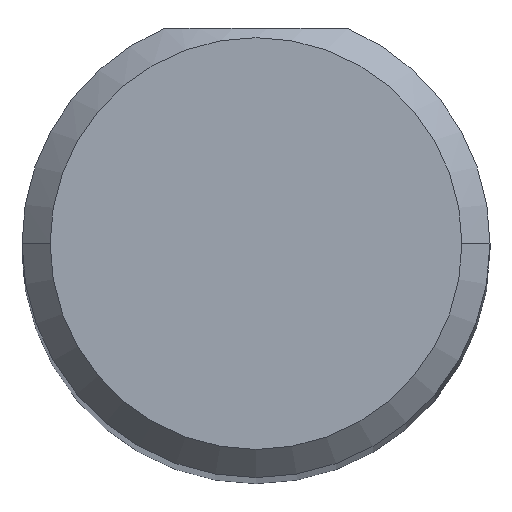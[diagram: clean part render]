
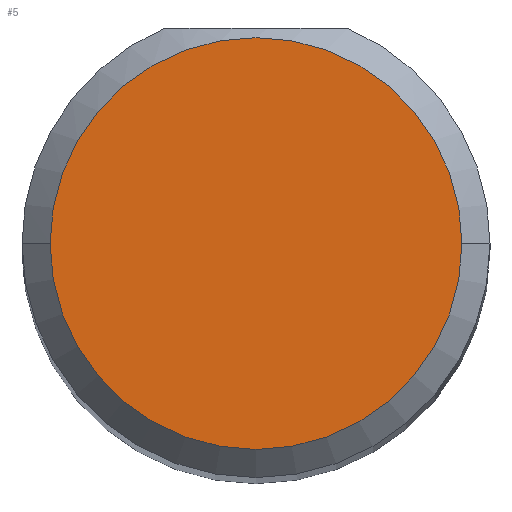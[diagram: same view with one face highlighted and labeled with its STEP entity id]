
A CAD part, top view. The second image highlights one B-rep face of the part: STEP entity #5.
In plain terms, the highlighted planar face has unit normal (0, 0, 1).
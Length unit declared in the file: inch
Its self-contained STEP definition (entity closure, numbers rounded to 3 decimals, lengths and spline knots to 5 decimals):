
#2 = PLANE ( 'NONE',  #354 ) ;
#5 = ADVANCED_FACE ( 'NONE', ( #526 ), #2, .T. ) ;
#11 = DIRECTION ( 'NONE',  ( 0., 0., 1. ) ) ;
#38 = CARTESIAN_POINT ( 'NONE',  ( 0.5, 0., 2.5 ) ) ;
#49 = EDGE_CURVE ( 'NONE', #318, #191, #517, .T. ) ;
#63 = ORIENTED_EDGE ( 'NONE', *, *, #49, .F. ) ;
#76 = AXIS2_PLACEMENT_3D ( 'NONE', #38, #240, #637 ) ;
#133 = ORIENTED_EDGE ( 'NONE', *, *, #498, .F. ) ;
#171 = DIRECTION ( 'NONE',  ( 0., 0., -1. ) ) ;
#191 = VERTEX_POINT ( 'NONE', #578 ) ;
#209 = EDGE_LOOP ( 'NONE', ( #63, #133 ) ) ;
#227 = CARTESIAN_POINT ( 'NONE',  ( 0.61, 0., 2.5 ) ) ;
#240 = DIRECTION ( 'NONE',  ( 0., 0., -1. ) ) ;
#270 = CARTESIAN_POINT ( 'NONE',  ( 0.5, 0., 2.5 ) ) ;
#318 = VERTEX_POINT ( 'NONE', #227 ) ;
#354 = AXIS2_PLACEMENT_3D ( 'NONE', #270, #11, #571 ) ;
#377 = DIRECTION ( 'NONE',  ( -1., 0., 0. ) ) ;
#475 = CIRCLE ( 'NONE', #76, 0.11 ) ;
#480 = CARTESIAN_POINT ( 'NONE',  ( 0.5, 0., 2.5 ) ) ;
#498 = EDGE_CURVE ( 'NONE', #191, #318, #475, .T. ) ;
#517 = CIRCLE ( 'NONE', #639, 0.11 ) ;
#526 = FACE_OUTER_BOUND ( 'NONE', #209, .T. ) ;
#571 = DIRECTION ( 'NONE',  ( -1., 0., 0. ) ) ;
#578 = CARTESIAN_POINT ( 'NONE',  ( 0.39, 0., 2.5 ) ) ;
#637 = DIRECTION ( 'NONE',  ( -1., 0., 0. ) ) ;
#639 = AXIS2_PLACEMENT_3D ( 'NONE', #480, #171, #377 ) ;
